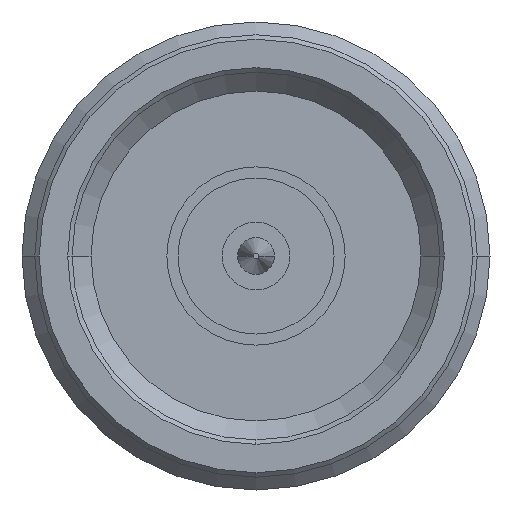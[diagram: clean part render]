
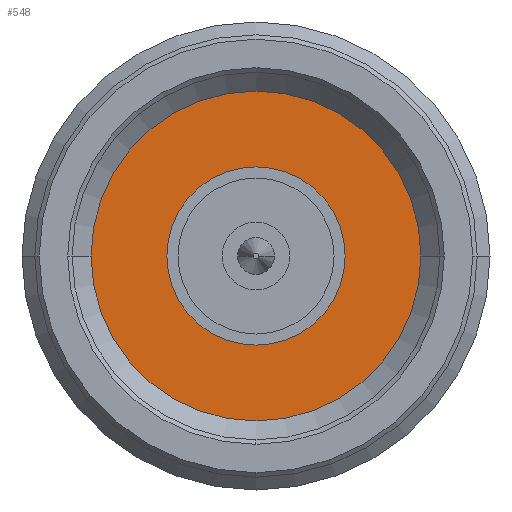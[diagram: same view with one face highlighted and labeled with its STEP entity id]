
A CAD part, left-side view. The second image highlights one B-rep face of the part: STEP entity #548.
In plain terms, the highlighted planar face has unit normal (-1, 0, 0).
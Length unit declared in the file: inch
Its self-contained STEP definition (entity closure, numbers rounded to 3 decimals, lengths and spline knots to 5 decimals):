
#75 = AXIS2_PLACEMENT_3D ( 'NONE', #3137, #3952, #3475 ) ;
#212 = VERTEX_POINT ( 'NONE', #3184 ) ;
#276 = EDGE_CURVE ( 'NONE', #212, #4200, #5053, .T. ) ;
#369 = CARTESIAN_POINT ( 'NONE',  ( 0.45669, 0., 0. ) ) ;
#423 = DIRECTION ( 'NONE',  ( 0., 0., 1. ) ) ;
#487 = CARTESIAN_POINT ( 'NONE',  ( 0.45669, 0., 0. ) ) ;
#492 = EDGE_CURVE ( 'NONE', #1550, #3938, #1660, .T. ) ;
#548 = ADVANCED_FACE ( 'NONE', ( #1075, #2687 ), #4303, .T. ) ;
#581 = DIRECTION ( 'NONE',  ( -1., 0., 0. ) ) ;
#905 = AXIS2_PLACEMENT_3D ( 'NONE', #4761, #5151, #2326 ) ;
#1075 = FACE_BOUND ( 'NONE', #3227, .T. ) ;
#1312 = CARTESIAN_POINT ( 'NONE',  ( 0.45669, 0., 0. ) ) ;
#1345 = DIRECTION ( 'NONE',  ( -1., 0., 0. ) ) ;
#1550 = VERTEX_POINT ( 'NONE', #3683 ) ;
#1660 = CIRCLE ( 'NONE', #905, 0.15748 ) ;
#1928 = AXIS2_PLACEMENT_3D ( 'NONE', #487, #1345, #2473 ) ;
#2001 = EDGE_LOOP ( 'NONE', ( #5108, #4935 ) ) ;
#2314 = AXIS2_PLACEMENT_3D ( 'NONE', #1312, #581, #4555 ) ;
#2326 = DIRECTION ( 'NONE',  ( 0., -1., 0. ) ) ;
#2473 = DIRECTION ( 'NONE',  ( 0., 1., 0. ) ) ;
#2597 = EDGE_CURVE ( 'NONE', #212, #4200, #3374, .T. ) ;
#2687 = FACE_OUTER_BOUND ( 'NONE', #2001, .T. ) ;
#2755 = CARTESIAN_POINT ( 'NONE',  ( 0.45669, 0.15748, 0. ) ) ;
#3132 = EDGE_CURVE ( 'NONE', #3938, #1550, #4596, .T. ) ;
#3137 = CARTESIAN_POINT ( 'NONE',  ( 0.45669, 0., 0. ) ) ;
#3184 = CARTESIAN_POINT ( 'NONE',  ( 0.45669, 0.34843, 0. ) ) ;
#3227 = EDGE_LOOP ( 'NONE', ( #3958, #4688 ) ) ;
#3374 = CIRCLE ( 'NONE', #75, 0.34843 ) ;
#3475 = DIRECTION ( 'NONE',  ( 0., 1., 0. ) ) ;
#3683 = CARTESIAN_POINT ( 'NONE',  ( 0.45669, -0.15748, 0. ) ) ;
#3938 = VERTEX_POINT ( 'NONE', #2755 ) ;
#3952 = DIRECTION ( 'NONE',  ( 1., 0., 0. ) ) ;
#3958 = ORIENTED_EDGE ( 'NONE', *, *, #492, .F. ) ;
#3989 = DIRECTION ( 'NONE',  ( -1., 0., 0. ) ) ;
#4200 = VERTEX_POINT ( 'NONE', #4932 ) ;
#4303 = PLANE ( 'NONE',  #4370 ) ;
#4370 = AXIS2_PLACEMENT_3D ( 'NONE', #369, #3989, #423 ) ;
#4555 = DIRECTION ( 'NONE',  ( 0., 1., 0. ) ) ;
#4596 = CIRCLE ( 'NONE', #2314, 0.15748 ) ;
#4688 = ORIENTED_EDGE ( 'NONE', *, *, #3132, .F. ) ;
#4761 = CARTESIAN_POINT ( 'NONE',  ( 0.45669, 0., 0. ) ) ;
#4932 = CARTESIAN_POINT ( 'NONE',  ( 0.45669, -0.34843, 0. ) ) ;
#4935 = ORIENTED_EDGE ( 'NONE', *, *, #2597, .F. ) ;
#5053 = CIRCLE ( 'NONE', #1928, 0.34843 ) ;
#5108 = ORIENTED_EDGE ( 'NONE', *, *, #276, .T. ) ;
#5151 = DIRECTION ( 'NONE',  ( -1., 0., 0. ) ) ;
